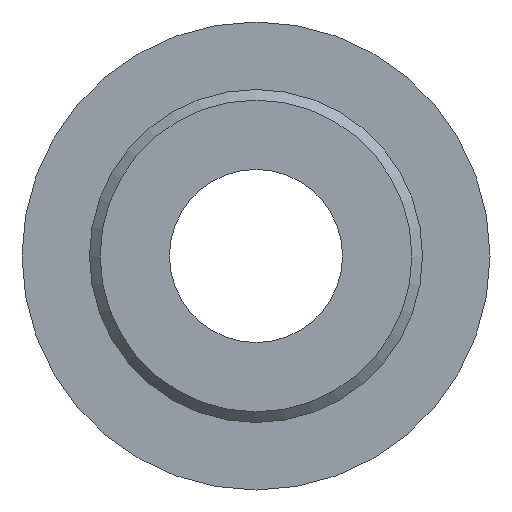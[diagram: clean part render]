
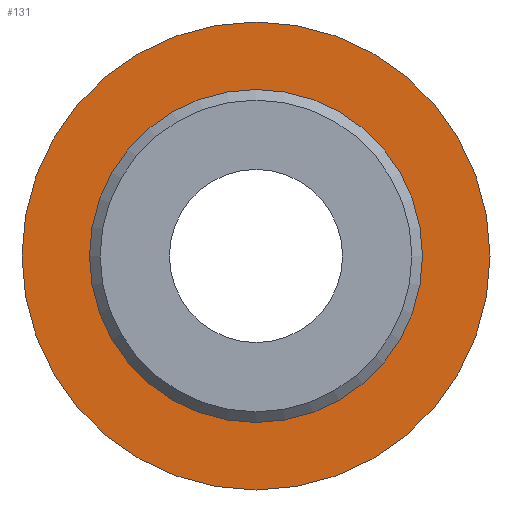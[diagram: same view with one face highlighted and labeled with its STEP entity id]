
A CAD part, front view. The second image highlights one B-rep face of the part: STEP entity #131.
In plain terms, the highlighted planar face has unit normal (0, -1, 0).
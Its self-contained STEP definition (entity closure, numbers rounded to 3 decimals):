
#17=FACE_BOUND('',#44,.T.);
#20=PLANE('',#163);
#32=FACE_OUTER_BOUND('',#43,.T.);
#43=EDGE_LOOP('',(#118));
#44=EDGE_LOOP('',(#119));
#59=CIRCLE('',#150,4.37);
#63=CIRCLE('',#157,3.11);
#68=VERTEX_POINT('',#216);
#72=VERTEX_POINT('',#229);
#79=EDGE_CURVE('',#68,#68,#59,.T.);
#84=EDGE_CURVE('',#72,#72,#63,.T.);
#118=ORIENTED_EDGE('',*,*,#79,.F.);
#119=ORIENTED_EDGE('',*,*,#84,.T.);
#131=ADVANCED_FACE('',(#32,#17),#20,.F.);
#150=AXIS2_PLACEMENT_3D('',#218,#176,#177);
#157=AXIS2_PLACEMENT_3D('',#230,#191,#192);
#163=AXIS2_PLACEMENT_3D('',#241,#206,#207);
#176=DIRECTION('center_axis',(0.,1.,0.));
#177=DIRECTION('ref_axis',(-1.,0.,0.));
#191=DIRECTION('center_axis',(0.,1.,0.));
#192=DIRECTION('ref_axis',(1.,0.,0.));
#206=DIRECTION('center_axis',(0.,1.,0.));
#207=DIRECTION('ref_axis',(-1.,0.,0.));
#216=CARTESIAN_POINT('',(4.37,1.53,0.));
#218=CARTESIAN_POINT('Origin',(0.,1.53,0.));
#229=CARTESIAN_POINT('',(-3.11,1.53,0.));
#230=CARTESIAN_POINT('Origin',(0.,1.53,0.));
#241=CARTESIAN_POINT('Origin',(0.,1.53,0.));
